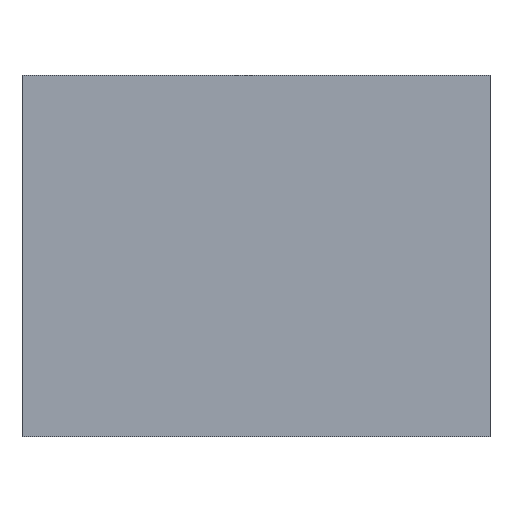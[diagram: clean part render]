
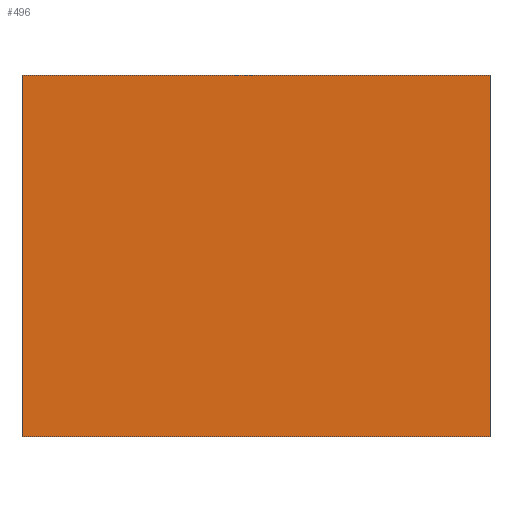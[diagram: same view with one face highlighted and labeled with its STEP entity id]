
A CAD part, front view. The second image highlights one B-rep face of the part: STEP entity #496.
In plain terms, the highlighted planar face has unit normal (0, -1, 0).
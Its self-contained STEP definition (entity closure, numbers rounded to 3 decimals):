
#4 = LINE ( 'NONE', #190, #787 ) ;
#37 = VECTOR ( 'NONE', #492, 1000. ) ;
#75 = CARTESIAN_POINT ( 'NONE',  ( 219., 0., 169. ) ) ;
#104 = LINE ( 'NONE', #245, #575 ) ;
#143 = EDGE_CURVE ( 'NONE', #654, #775, #620, .T. ) ;
#173 = EDGE_LOOP ( 'NONE', ( #816, #687, #826, #719 ) ) ;
#190 = CARTESIAN_POINT ( 'NONE',  ( -219., 0., 169. ) ) ;
#228 = VERTEX_POINT ( 'NONE', #718 ) ;
#245 = CARTESIAN_POINT ( 'NONE',  ( -219., 0., 169. ) ) ;
#254 = PLANE ( 'NONE',  #855 ) ;
#280 = DIRECTION ( 'NONE',  ( 0., 0., -1. ) ) ;
#325 = DIRECTION ( 'NONE',  ( -1., 0., 0. ) ) ;
#332 = LINE ( 'NONE', #658, #870 ) ;
#386 = EDGE_CURVE ( 'NONE', #228, #780, #4, .T. ) ;
#442 = DIRECTION ( 'NONE',  ( 1., 0., 0. ) ) ;
#468 = EDGE_CURVE ( 'NONE', #775, #228, #332, .T. ) ;
#492 = DIRECTION ( 'NONE',  ( 0., 0., -1. ) ) ;
#496 = ADVANCED_FACE ( 'NONE', ( #820 ), #254, .T. ) ;
#516 = CARTESIAN_POINT ( 'NONE',  ( -219., 0., 169. ) ) ;
#525 = DIRECTION ( 'NONE',  ( 0., -1., 0. ) ) ;
#575 = VECTOR ( 'NONE', #442, 1000. ) ;
#620 = LINE ( 'NONE', #630, #37 ) ;
#630 = CARTESIAN_POINT ( 'NONE',  ( 219., 0., 169. ) ) ;
#654 = VERTEX_POINT ( 'NONE', #75 ) ;
#658 = CARTESIAN_POINT ( 'NONE',  ( -219., 0., -169. ) ) ;
#675 = DIRECTION ( 'NONE',  ( 0., 0., 1. ) ) ;
#687 = ORIENTED_EDGE ( 'NONE', *, *, #777, .F. ) ;
#718 = CARTESIAN_POINT ( 'NONE',  ( -219., 0., -169. ) ) ;
#719 = ORIENTED_EDGE ( 'NONE', *, *, #468, .F. ) ;
#724 = CARTESIAN_POINT ( 'NONE',  ( 0., 0., 0. ) ) ;
#775 = VERTEX_POINT ( 'NONE', #860 ) ;
#777 = EDGE_CURVE ( 'NONE', #780, #654, #104, .T. ) ;
#780 = VERTEX_POINT ( 'NONE', #516 ) ;
#787 = VECTOR ( 'NONE', #675, 1000. ) ;
#816 = ORIENTED_EDGE ( 'NONE', *, *, #143, .F. ) ;
#820 = FACE_OUTER_BOUND ( 'NONE', #173, .T. ) ;
#826 = ORIENTED_EDGE ( 'NONE', *, *, #386, .F. ) ;
#855 = AXIS2_PLACEMENT_3D ( 'NONE', #724, #525, #280 ) ;
#860 = CARTESIAN_POINT ( 'NONE',  ( 219., 0., -169. ) ) ;
#870 = VECTOR ( 'NONE', #325, 1000. ) ;
